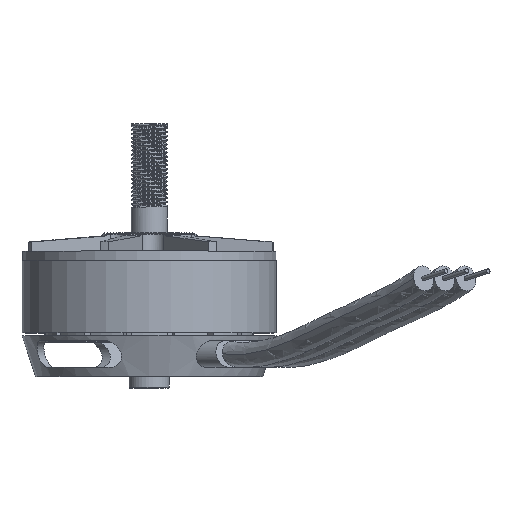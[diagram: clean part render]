
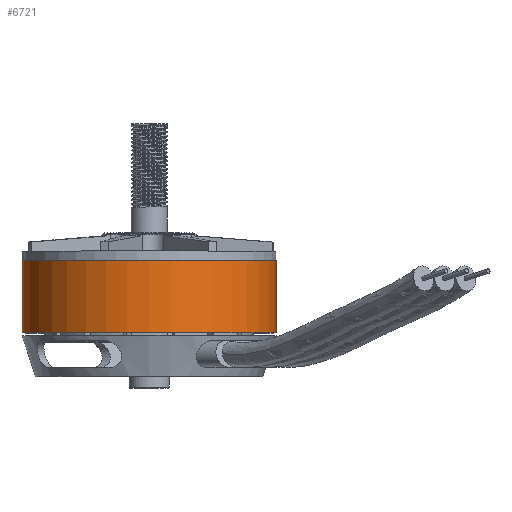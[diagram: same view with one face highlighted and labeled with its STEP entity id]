
A CAD part, top view. The second image highlights one B-rep face of the part: STEP entity #6721.
In plain terms, the highlighted cylindrical face has radius 14 mm (diameter 28 mm), a full revolution.
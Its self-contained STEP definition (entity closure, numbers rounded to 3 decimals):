
#525=FACE_OUTER_BOUND('',#894,.T.);
#894=EDGE_LOOP('',(#4379,#4380,#4381,#4382));
#1307=LINE('',#9720,#1810);
#1810=VECTOR('',#7858,14.);
#2314=CIRCLE('',#7168,14.);
#2315=CIRCLE('',#7169,14.);
#2606=VERTEX_POINT('',#9717);
#2607=VERTEX_POINT('',#9719);
#3314=EDGE_CURVE('',#2606,#2606,#2314,.T.);
#3315=EDGE_CURVE('',#2606,#2607,#1307,.T.);
#3316=EDGE_CURVE('',#2607,#2607,#2315,.T.);
#4379=ORIENTED_EDGE('',*,*,#3314,.T.);
#4380=ORIENTED_EDGE('',*,*,#3315,.T.);
#4381=ORIENTED_EDGE('',*,*,#3316,.F.);
#4382=ORIENTED_EDGE('',*,*,#3315,.F.);
#6504=CYLINDRICAL_SURFACE('',#7167,14.);
#6721=ADVANCED_FACE('',(#525),#6504,.T.);
#7167=AXIS2_PLACEMENT_3D('',#9716,#7854,#7855);
#7168=AXIS2_PLACEMENT_3D('',#9718,#7856,#7857);
#7169=AXIS2_PLACEMENT_3D('',#9721,#7859,#7860);
#7854=DIRECTION('center_axis',(0.,-1.,0.));
#7855=DIRECTION('ref_axis',(0.,0.,-1.));
#7856=DIRECTION('center_axis',(0.,1.,0.));
#7857=DIRECTION('ref_axis',(0.,0.,1.));
#7858=DIRECTION('',(0.,1.,0.));
#7859=DIRECTION('center_axis',(0.,1.,0.));
#7860=DIRECTION('ref_axis',(0.,0.,1.));
#9716=CARTESIAN_POINT('Origin',(0.,8.,0.));
#9717=CARTESIAN_POINT('',(0.,0.,14.));
#9718=CARTESIAN_POINT('Origin',(0.,0.,0.));
#9719=CARTESIAN_POINT('',(0.,8.,14.));
#9720=CARTESIAN_POINT('',(0.,8.,14.));
#9721=CARTESIAN_POINT('Origin',(0.,8.,0.));
